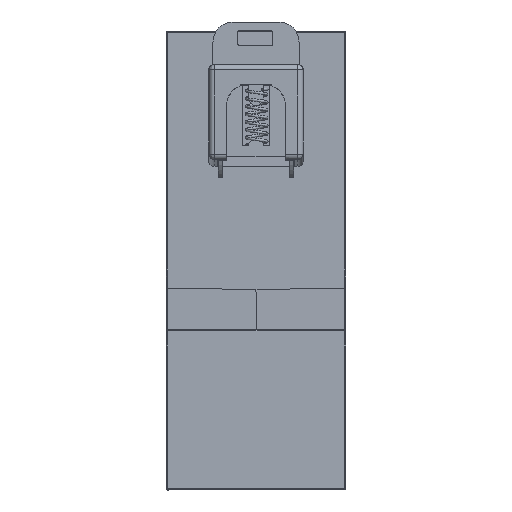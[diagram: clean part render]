
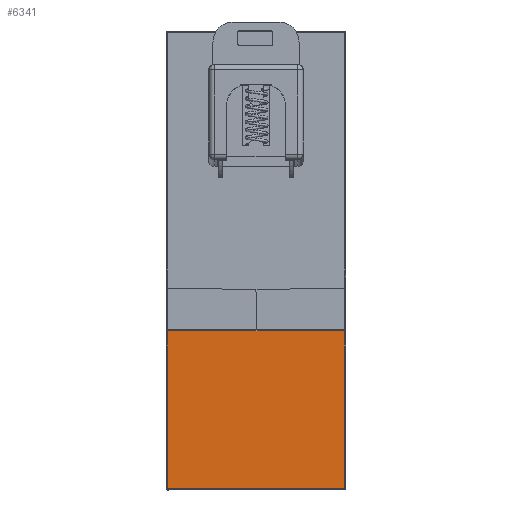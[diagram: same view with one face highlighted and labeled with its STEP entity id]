
A CAD part, top view. The second image highlights one B-rep face of the part: STEP entity #6341.
In plain terms, the highlighted planar face has unit normal (0, 0, 1).
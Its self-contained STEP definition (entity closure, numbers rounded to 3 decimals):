
#368 = CARTESIAN_POINT ( 'NONE',  ( -17.714, -45.292, 33.257 ) ) ;
#495 = DIRECTION ( 'NONE',  ( 0., -1., 0. ) ) ;
#730 = CARTESIAN_POINT ( 'NONE',  ( 0., -13.89, 33.257 ) ) ;
#782 = LINE ( 'NONE', #730, #5927 ) ;
#1072 = DIRECTION ( 'NONE',  ( -1., 0., 0. ) ) ;
#1214 = EDGE_CURVE ( '����������� ������� Defeature2_92+����������� ������� Defeature2_104+����������� ������� Defeature2_91+����������� ������� Defeature2_47', #10825, #7845, #782, .T. ) ;
#1327 = ORIENTED_EDGE ( 'NONE', *, *, #11291, .F. ) ;
#1532 = LINE ( 'NONE', #8933, #4652 ) ;
#2690 = ORIENTED_EDGE ( 'NONE', *, *, #4943, .F. ) ;
#2880 = VECTOR ( 'NONE', #9705, 1000. ) ;
#3692 = DIRECTION ( 'NONE',  ( 1., 0.002, 0. ) ) ;
#4652 = VECTOR ( 'NONE', #1072, 1000. ) ;
#4943 = EDGE_CURVE ( '����������� ������� Defeature2_91+����������� ������� Defeature2_104+����������� ������� Defeature2_105+����������� ������� Defeature2_92', #8517, #10825, #5543, .T. ) ;
#5533 = LINE ( 'NONE', #5900, #16845 ) ;
#5543 = LINE ( 'NONE', #17008, #8000 ) ;
#5900 = CARTESIAN_POINT ( 'NONE',  ( 17.513, -45.292, 33.257 ) ) ;
#5927 = VECTOR ( 'NONE', #11314, 1000. ) ;
#5990 = LINE ( 'NONE', #8395, #2880 ) ;
#6341 = ADVANCED_FACE ( '����������� ������� Defeature2_104', ( #12697 ), #15980, .F. ) ;
#6879 = EDGE_LOOP ( 'NONE', ( #2690, #7868, #8497, #1327, #15393 ) ) ;
#7628 = AXIS2_PLACEMENT_3D ( 'NONE', #368, #13473, #9598 ) ;
#7845 = VERTEX_POINT ( 'NONE', #13784 ) ;
#7868 = ORIENTED_EDGE ( 'NONE', *, *, #12162, .F. ) ;
#8000 = VECTOR ( 'NONE', #3692, 1000. ) ;
#8395 = CARTESIAN_POINT ( 'NONE',  ( -17.513, 0., 33.257 ) ) ;
#8497 = ORIENTED_EDGE ( 'NONE', *, *, #9106, .F. ) ;
#8517 = VERTEX_POINT ( 'NONE', #12095 ) ;
#8933 = CARTESIAN_POINT ( 'NONE',  ( -17.714, -45.091, 33.257 ) ) ;
#9044 = CARTESIAN_POINT ( 'NONE',  ( -17.513, -45.091, 33.257 ) ) ;
#9106 = EDGE_CURVE ( '����������� ������� Defeature2_90+����������� ������� Defeature2_104+����������� ������� Defeature2_45+����������� ������� Defeature2_103', #10635, #12350, #1532, .T. ) ;
#9598 = DIRECTION ( 'NONE',  ( -1., 0., 0. ) ) ;
#9705 = DIRECTION ( 'NONE',  ( 0., 1., 0. ) ) ;
#10635 = VERTEX_POINT ( 'NONE', #12863 ) ;
#10825 = VERTEX_POINT ( 'NONE', #11930 ) ;
#11291 = EDGE_CURVE ( '����������� ������� Defeature2_89+����������� ������� Defeature2_104+����������� ������� Defeature2_47+����������� ������� Defeature2_45', #7845, #10635, #5533, .T. ) ;
#11314 = DIRECTION ( 'NONE',  ( 1., -0.002, 0. ) ) ;
#11930 = CARTESIAN_POINT ( 'NONE',  ( 0., -13.89, 33.257 ) ) ;
#12095 = CARTESIAN_POINT ( 'NONE',  ( -17.513, -13.92, 33.257 ) ) ;
#12162 = EDGE_CURVE ( '����������� ������� Defeature2_113+����������� ������� Defeature2_104+����������� ������� Defeature2_103+����������� ������� Defeature2_105', #12350, #8517, #5990, .T. ) ;
#12350 = VERTEX_POINT ( 'NONE', #9044 ) ;
#12697 = FACE_OUTER_BOUND ( 'NONE', #6879, .T. ) ;
#12863 = CARTESIAN_POINT ( 'NONE',  ( 17.513, -45.091, 33.257 ) ) ;
#13473 = DIRECTION ( 'NONE',  ( 0., 0., -1. ) ) ;
#13784 = CARTESIAN_POINT ( 'NONE',  ( 17.513, -13.92, 33.257 ) ) ;
#15393 = ORIENTED_EDGE ( 'NONE', *, *, #1214, .F. ) ;
#15980 = PLANE ( 'NONE',  #7628 ) ;
#16845 = VECTOR ( 'NONE', #495, 1000. ) ;
#17008 = CARTESIAN_POINT ( 'NONE',  ( -17.513, -13.92, 33.257 ) ) ;
